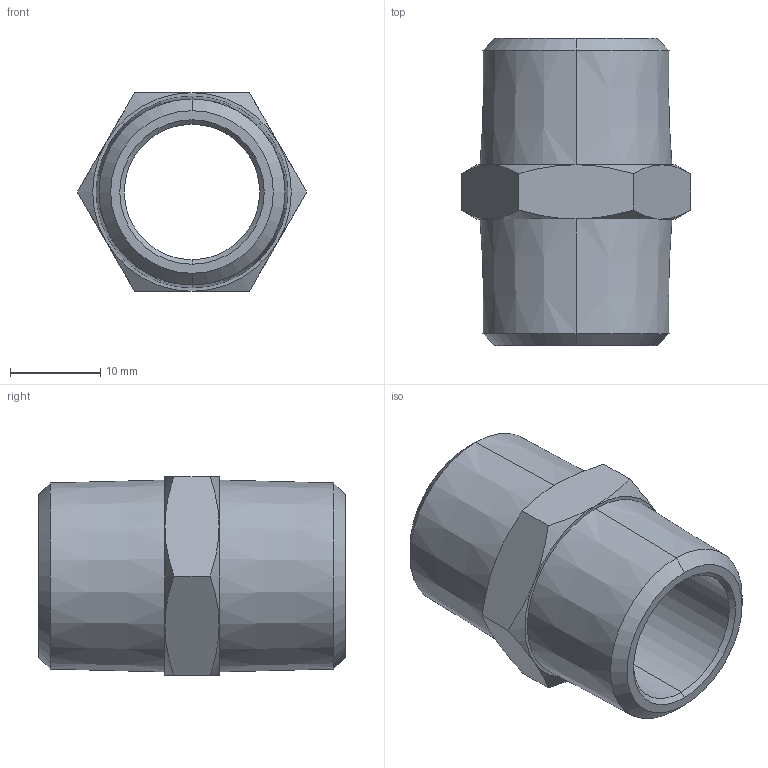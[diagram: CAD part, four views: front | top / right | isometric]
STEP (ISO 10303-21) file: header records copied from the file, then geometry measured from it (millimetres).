
FILE_DESCRIPTION(( 'RA.12.112.112L.STEP' ), '1');
FILE_NAME( 'RA.12.112.112L.STEP', '2018-10-05T16:03:29',( 'Sopra'),('sopra-pneumatic.com'), 'SwSTEP 2.0','SolidWorks 2009','' );
FILE_SCHEMA (( 'CONFIG_CONTROL_DESIGN' ));
Length unit declared in the file: millimetre
Products named in the file (1): 05020404
Bounding box: 25.4 x 34 x 22 mm (x, y, z)
Volume: 5975.4 mm3; surface area: 4179 mm2
Topology: 1 solids, 1 shells, 36 faces, 76 edges, 44 vertices
Faces by surface type: cone 24, plane 10, cylinder 2
Entity records: 1129 total; most frequent: CARTESIAN_POINT 301, DIRECTION 158, ORIENTED_EDGE 152, EDGE_CURVE 76, AXIS2_PLACEMENT_3D 69, VERTEX_POINT 44, EDGE_LOOP 40, FACE_OUTER_BOUND 36
